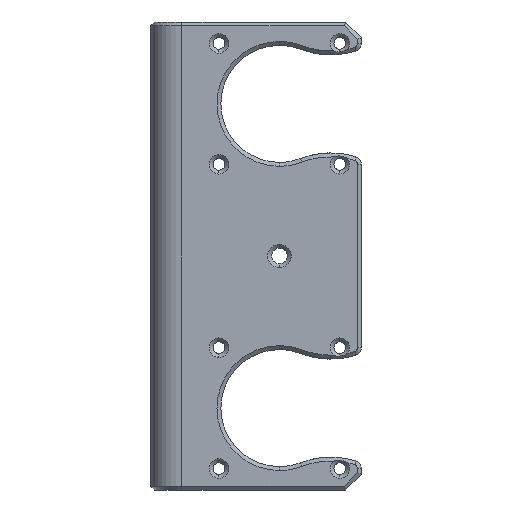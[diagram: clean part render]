
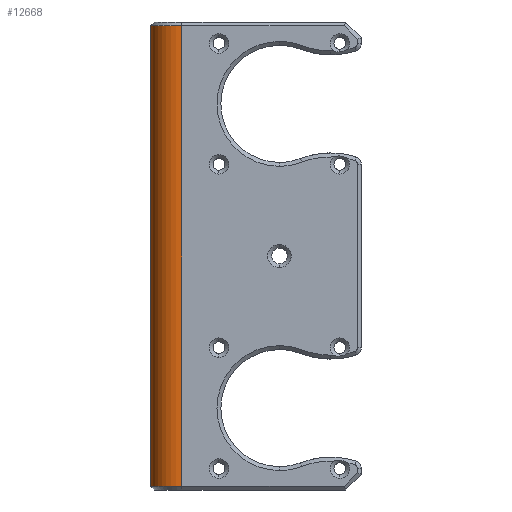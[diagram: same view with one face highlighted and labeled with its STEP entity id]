
A CAD part, left-side view. The second image highlights one B-rep face of the part: STEP entity #12668.
In plain terms, the highlighted cylindrical face has radius 8 mm (diameter 16 mm), a partial arc.
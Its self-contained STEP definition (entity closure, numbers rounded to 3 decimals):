
#540 = DIRECTION ( 'NONE',  ( 0., 0., -1. ) ) ;
#1553 = VERTEX_POINT ( 'NONE', #1964 ) ;
#1675 = CARTESIAN_POINT ( 'NONE',  ( -37., 0., 120. ) ) ;
#1862 = CARTESIAN_POINT ( 'NONE',  ( -37., -8., 120. ) ) ;
#1964 = CARTESIAN_POINT ( 'NONE',  ( -45., -8., 1. ) ) ;
#2102 = EDGE_LOOP ( 'NONE', ( #5402, #3783, #2353, #4711 ) ) ;
#2353 = ORIENTED_EDGE ( 'NONE', *, *, #4729, .F. ) ;
#2965 = VERTEX_POINT ( 'NONE', #4105 ) ;
#3448 = EDGE_CURVE ( 'NONE', #2965, #7721, #8317, .T. ) ;
#3783 = ORIENTED_EDGE ( 'NONE', *, *, #10244, .T. ) ;
#4105 = CARTESIAN_POINT ( 'NONE',  ( -37., 0., 119. ) ) ;
#4711 = ORIENTED_EDGE ( 'NONE', *, *, #11848, .T. ) ;
#4729 = EDGE_CURVE ( 'NONE', #5903, #1553, #14056, .T. ) ;
#5402 = ORIENTED_EDGE ( 'NONE', *, *, #3448, .T. ) ;
#5903 = VERTEX_POINT ( 'NONE', #7667 ) ;
#7006 = DIRECTION ( 'NONE',  ( 0., 0., -1. ) ) ;
#7667 = CARTESIAN_POINT ( 'NONE',  ( -45., -8., 119. ) ) ;
#7721 = VERTEX_POINT ( 'NONE', #11804 ) ;
#8170 = DIRECTION ( 'NONE',  ( 1., 0., 0. ) ) ;
#8317 = LINE ( 'NONE', #1675, #11508 ) ;
#8321 = CARTESIAN_POINT ( 'NONE',  ( -37., -8., 119. ) ) ;
#8626 = CIRCLE ( 'NONE', #12666, 8. ) ;
#8723 = VECTOR ( 'NONE', #540, 1000. ) ;
#8906 = FACE_OUTER_BOUND ( 'NONE', #2102, .T. ) ;
#9300 = DIRECTION ( 'NONE',  ( -1., 0., 0. ) ) ;
#9664 = AXIS2_PLACEMENT_3D ( 'NONE', #1862, #13199, #13348 ) ;
#9827 = AXIS2_PLACEMENT_3D ( 'NONE', #8321, #7006, #8170 ) ;
#10244 = EDGE_CURVE ( 'NONE', #7721, #1553, #8626, .T. ) ;
#10720 = CIRCLE ( 'NONE', #9827, 8. ) ;
#11508 = VECTOR ( 'NONE', #14152, 1000. ) ;
#11804 = CARTESIAN_POINT ( 'NONE',  ( -37., 0., 1. ) ) ;
#11848 = EDGE_CURVE ( 'NONE', #5903, #2965, #10720, .T. ) ;
#12604 = CARTESIAN_POINT ( 'NONE',  ( -37., -8., 1. ) ) ;
#12666 = AXIS2_PLACEMENT_3D ( 'NONE', #12604, #13826, #9300 ) ;
#12668 = ADVANCED_FACE ( 'NONE', ( #8906 ), #14431, .T. ) ;
#13136 = CARTESIAN_POINT ( 'NONE',  ( -45., -8., 120. ) ) ;
#13199 = DIRECTION ( 'NONE',  ( 0., 0., -1. ) ) ;
#13348 = DIRECTION ( 'NONE',  ( -1., 0., 0. ) ) ;
#13826 = DIRECTION ( 'NONE',  ( 0., 0., 1. ) ) ;
#14056 = LINE ( 'NONE', #13136, #8723 ) ;
#14152 = DIRECTION ( 'NONE',  ( 0., 0., -1. ) ) ;
#14431 = CYLINDRICAL_SURFACE ( 'NONE', #9664, 8. ) ;
